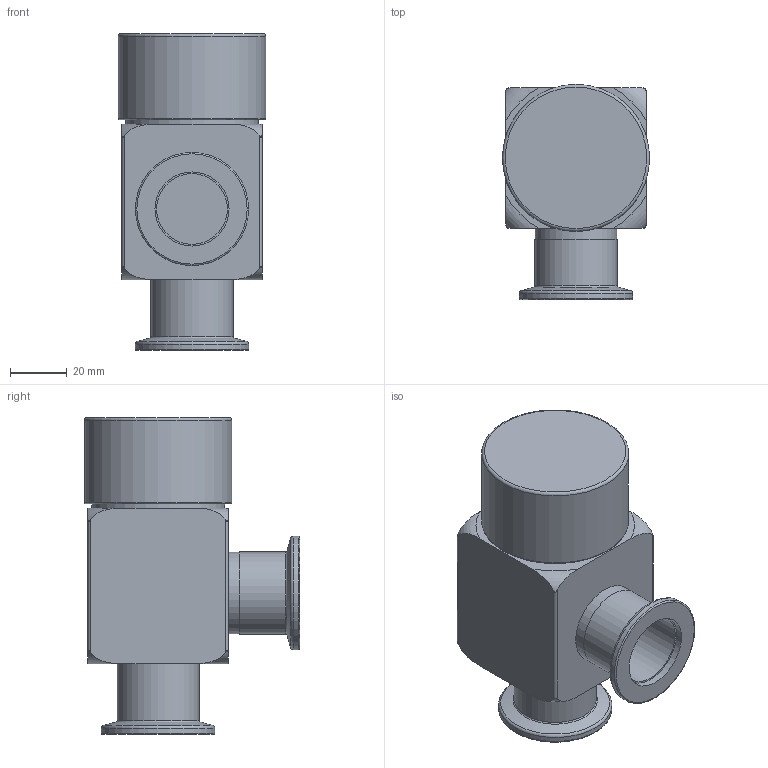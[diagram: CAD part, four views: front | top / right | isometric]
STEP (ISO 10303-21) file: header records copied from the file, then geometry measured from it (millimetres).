
FILE_DESCRIPTION( ( 'Unknown' ), '1' );
FILE_NAME( '3014.stp', 'Unknown', ( 'Unknown' ), ( 'Unknown' ), 'PSStep 14.0', 'Unknown', ' ' );
FILE_SCHEMA( ( 'AUTOMOTIVE_DESIGN { 1 0 10303 214 1 1 1 1 }' ) );
Length unit declared in the file: millimetre
Products named in the file (4): Assem1; Eckvent. 25 Koerper; Eckvent.25 Stutzen; 3004-1
Assembly tree (3 placements, depth 2):
  Assem1
    Eckvent. 25 Koerper
    Eckvent.25 Stutzen
    3004-1
Bounding box: 52 x 76 x 112 mm (x, y, z)
Volume: 203128.5 mm3; surface area: 42572 mm2
Topology: 3 solids, 3 shells, 57 faces, 120 edges, 78 vertices
Faces by surface type: plane 19, cylinder 19, torus 17, cone 2
Full cylindrical faces by diameter (mm): 0.213 x1, 25 x3, 26.2 x2, 28.95 x1, 29 x3, 40 x2, 47 x1, 48.7 x1, 52 x1
Entity records: 2281 total; most frequent: CARTESIAN_POINT 680, DIRECTION 228, ORIENTED_EDGE 174, AXIS2_PLACEMENT_3D 106, EDGE_LOOP 96, EDGE_CURVE 87, FACE_OUTER_BOUND 81, VERTEX_POINT 71
